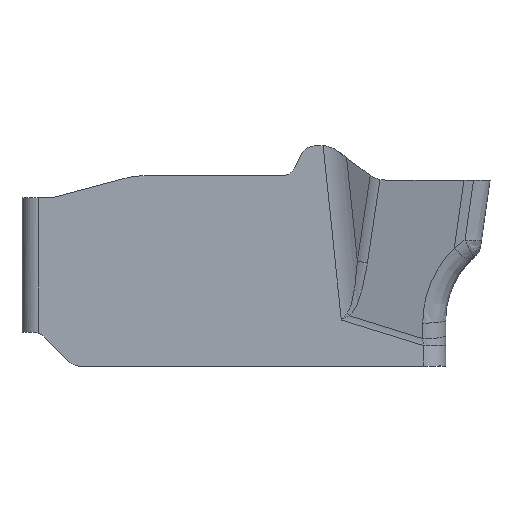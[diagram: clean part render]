
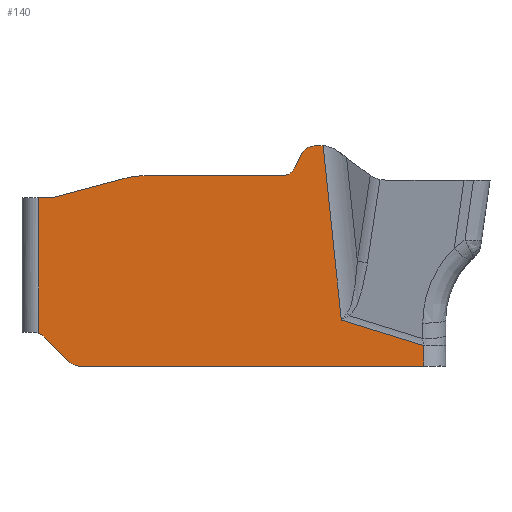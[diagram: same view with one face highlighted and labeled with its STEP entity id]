
A CAD part, left-side view. The second image highlights one B-rep face of the part: STEP entity #140.
In plain terms, the highlighted planar face has unit normal (-1, 0, 0).
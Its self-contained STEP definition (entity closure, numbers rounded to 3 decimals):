
#88=PLANE('',#1212);
#107=CIRCLE('',#1206,0.3);
#108=CIRCLE('',#1207,0.25);
#109=CIRCLE('',#1208,1.566);
#110=CIRCLE('',#1209,0.434);
#111=CIRCLE('',#1210,0.3);
#112=CIRCLE('',#1211,0.25);
#140=ADVANCED_FACE('',(#228),#88,.F.);
#228=FACE_OUTER_BOUND('',#296,.T.);
#296=EDGE_LOOP('',(#367,#368,#369,#370,#371,#372,#373,#374,#375,#376,#377,
#378,#379,#380,#381,#382,#383));
#367=ORIENTED_EDGE('',*,*,#805,.F.);
#368=ORIENTED_EDGE('',*,*,#806,.F.);
#369=ORIENTED_EDGE('',*,*,#807,.F.);
#370=ORIENTED_EDGE('',*,*,#808,.F.);
#371=ORIENTED_EDGE('',*,*,#809,.F.);
#372=ORIENTED_EDGE('',*,*,#810,.F.);
#373=ORIENTED_EDGE('',*,*,#811,.F.);
#374=ORIENTED_EDGE('',*,*,#812,.F.);
#375=ORIENTED_EDGE('',*,*,#813,.F.);
#376=ORIENTED_EDGE('',*,*,#814,.T.);
#377=ORIENTED_EDGE('',*,*,#815,.T.);
#378=ORIENTED_EDGE('',*,*,#816,.T.);
#379=ORIENTED_EDGE('',*,*,#817,.T.);
#380=ORIENTED_EDGE('',*,*,#818,.T.);
#381=ORIENTED_EDGE('',*,*,#819,.T.);
#382=ORIENTED_EDGE('',*,*,#820,.T.);
#383=ORIENTED_EDGE('',*,*,#821,.T.);
#703=VERTEX_POINT('',#1726);
#704=VERTEX_POINT('',#1727);
#705=VERTEX_POINT('',#1729);
#706=VERTEX_POINT('',#1731);
#707=VERTEX_POINT('',#1733);
#708=VERTEX_POINT('',#1735);
#709=VERTEX_POINT('',#1737);
#710=VERTEX_POINT('',#1739);
#711=VERTEX_POINT('',#1741);
#712=VERTEX_POINT('',#1743);
#713=VERTEX_POINT('',#1745);
#714=VERTEX_POINT('',#1747);
#715=VERTEX_POINT('',#1749);
#716=VERTEX_POINT('',#1751);
#717=VERTEX_POINT('',#1753);
#718=VERTEX_POINT('',#1755);
#719=VERTEX_POINT('',#1757);
#805=EDGE_CURVE('',#703,#704,#971,.T.);
#806=EDGE_CURVE('',#705,#703,#107,.T.);
#807=EDGE_CURVE('',#706,#705,#972,.T.);
#808=EDGE_CURVE('',#707,#706,#108,.T.);
#809=EDGE_CURVE('',#708,#707,#973,.T.);
#810=EDGE_CURVE('',#709,#708,#109,.T.);
#811=EDGE_CURVE('',#710,#709,#974,.T.);
#812=EDGE_CURVE('',#711,#710,#110,.T.);
#813=EDGE_CURVE('',#712,#711,#975,.T.);
#814=EDGE_CURVE('',#712,#713,#976,.T.);
#815=EDGE_CURVE('',#713,#714,#111,.T.);
#816=EDGE_CURVE('',#714,#715,#977,.T.);
#817=EDGE_CURVE('',#715,#716,#112,.T.);
#818=EDGE_CURVE('',#716,#717,#978,.T.);
#819=EDGE_CURVE('',#717,#718,#979,.T.);
#820=EDGE_CURVE('',#718,#719,#980,.T.);
#821=EDGE_CURVE('',#719,#704,#981,.T.);
#971=LINE('',#1725,#1043);
#972=LINE('',#1730,#1044);
#973=LINE('',#1734,#1045);
#974=LINE('',#1738,#1046);
#975=LINE('',#1742,#1047);
#976=LINE('',#1744,#1048);
#977=LINE('',#1748,#1049);
#978=LINE('',#1752,#1050);
#979=LINE('',#1754,#1051);
#980=LINE('',#1756,#1052);
#981=LINE('',#1758,#1053);
#1043=VECTOR('',#1306,1.);
#1044=VECTOR('',#1309,1.);
#1045=VECTOR('',#1312,1.);
#1046=VECTOR('',#1315,1.);
#1047=VECTOR('',#1318,1.);
#1048=VECTOR('',#1319,1.);
#1049=VECTOR('',#1322,1.);
#1050=VECTOR('',#1325,1.);
#1051=VECTOR('',#1326,1.);
#1052=VECTOR('',#1327,1.);
#1053=VECTOR('',#1328,1.);
#1206=AXIS2_PLACEMENT_3D('',#1728,#1307,#1308);
#1207=AXIS2_PLACEMENT_3D('',#1732,#1310,#1311);
#1208=AXIS2_PLACEMENT_3D('',#1736,#1313,#1314);
#1209=AXIS2_PLACEMENT_3D('',#1740,#1316,#1317);
#1210=AXIS2_PLACEMENT_3D('',#1746,#1320,#1321);
#1211=AXIS2_PLACEMENT_3D('',#1750,#1323,#1324);
#1212=AXIS2_PLACEMENT_3D('',#1759,#1329,#1330);
#1306=DIRECTION('',(0.,-1.,0.));
#1307=DIRECTION('',(1.,0.,0.));
#1308=DIRECTION('',(0.,1.,0.));
#1309=DIRECTION('',(0.,-0.423,0.906));
#1310=DIRECTION('',(-1.,0.,0.));
#1311=DIRECTION('',(0.,1.,0.));
#1312=DIRECTION('',(0.,-1.,0.));
#1313=DIRECTION('',(1.,0.,0.));
#1314=DIRECTION('',(0.,1.,0.));
#1315=DIRECTION('',(0.,-0.966,0.259));
#1316=DIRECTION('',(-1.,0.,0.));
#1317=DIRECTION('',(0.,1.,0.));
#1318=DIRECTION('',(0.,-1.,0.));
#1319=DIRECTION('',(0.,0.,-1.));
#1320=DIRECTION('',(1.,0.,0.));
#1321=DIRECTION('',(0.,1.,0.));
#1322=DIRECTION('',(0.,-0.707,-0.707));
#1323=DIRECTION('',(-1.,0.,0.));
#1324=DIRECTION('',(0.,1.,0.));
#1325=DIRECTION('',(0.,-1.,0.));
#1326=DIRECTION('',(0.,0.,1.));
#1327=DIRECTION('',(0.,0.955,0.296));
#1328=DIRECTION('',(0.,0.104,0.995));
#1329=DIRECTION('',(1.,0.,0.));
#1330=DIRECTION('',(0.,1.,0.));
#1725=CARTESIAN_POINT('',(-1.05,4.25,0.621));
#1726=CARTESIAN_POINT('',(-1.05,-1.08,0.621));
#1727=CARTESIAN_POINT('',(-1.05,-1.218,0.621));
#1728=CARTESIAN_POINT('',(-1.05,-1.08,0.321));
#1729=CARTESIAN_POINT('',(-1.05,-0.809,0.447));
#1730=CARTESIAN_POINT('',(-1.05,-1.504,1.938));
#1731=CARTESIAN_POINT('',(-1.05,-0.704,0.224));
#1732=CARTESIAN_POINT('',(-1.05,-0.478,0.329));
#1733=CARTESIAN_POINT('',(-1.05,-0.478,0.079));
#1734=CARTESIAN_POINT('',(-1.05,4.25,0.079));
#1735=CARTESIAN_POINT('',(-1.05,1.994,0.079));
#1736=CARTESIAN_POINT('',(-1.05,1.994,-1.486));
#1737=CARTESIAN_POINT('',(-1.05,2.399,0.026));
#1738=CARTESIAN_POINT('',(-1.05,2.977,-0.129));
#1739=CARTESIAN_POINT('',(-1.05,3.638,-0.306));
#1740=CARTESIAN_POINT('',(-1.05,3.75,0.114));
#1741=CARTESIAN_POINT('',(-1.05,3.75,-0.321));
#1742=CARTESIAN_POINT('',(-1.05,4.25,-0.321));
#1743=CARTESIAN_POINT('',(-1.05,3.95,-0.321));
#1744=CARTESIAN_POINT('',(-1.05,3.95,4.621));
#1745=CARTESIAN_POINT('',(-1.05,3.95,-2.781));
#1746=CARTESIAN_POINT('',(-1.05,4.05,-3.064));
#1747=CARTESIAN_POINT('',(-1.05,3.838,-2.851));
#1748=CARTESIAN_POINT('',(-1.05,7.78,1.091));
#1749=CARTESIAN_POINT('',(-1.05,3.383,-3.306));
#1750=CARTESIAN_POINT('',(-1.05,3.206,-3.129));
#1751=CARTESIAN_POINT('',(-1.05,3.206,-3.379));
#1752=CARTESIAN_POINT('',(-1.05,4.25,-3.379));
#1753=CARTESIAN_POINT('',(-1.05,-3.045,-3.379));
#1754=CARTESIAN_POINT('',(-1.05,-3.045,4.621));
#1755=CARTESIAN_POINT('',(-1.05,-3.045,-3.007));
#1756=CARTESIAN_POINT('',(-1.05,-1.75,-2.604));
#1757=CARTESIAN_POINT('',(-1.05,-1.55,-2.542));
#1758=CARTESIAN_POINT('',(-1.05,-0.867,3.978));
#1759=CARTESIAN_POINT('',(-1.05,4.25,4.621));
